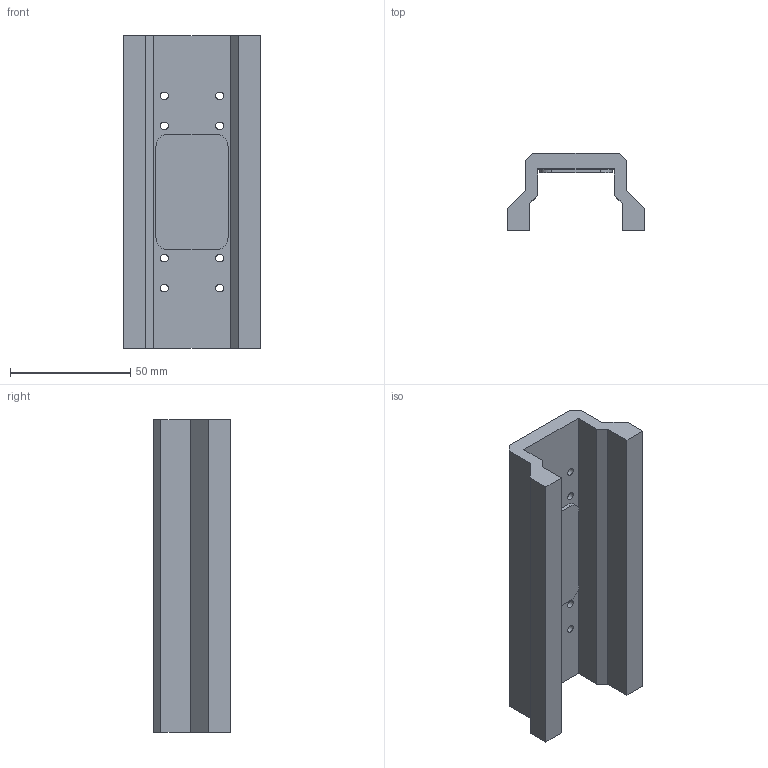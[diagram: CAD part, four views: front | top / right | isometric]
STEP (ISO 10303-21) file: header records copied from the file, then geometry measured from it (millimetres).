
FILE_DESCRIPTION(/* description */ ('Unknown'),/* implementation_level */ '2;1');
FILE_NAME(/* name */ '1600.25.05F',/* time_stamp */ '2019-10-10T09:36:54-04:00',/* author */ ('Unknown'),/* organization */ ('Unknown'),/* preprocessor_version */ 'ST-DEVELOPER v16.7',/* originating_system */ 'DEX',/* authorisation */ $);
FILE_SCHEMA (('AUTOMOTIVE_DESIGN {1 0 10303 214 3 1 1}'));
Length unit declared in the file: millimetre
Products named in the file (1): 1600.25.05F
Bounding box: 57 x 32 x 130 mm (x, y, z)
Volume: 83290.3 mm3; surface area: 29549.7 mm2
Topology: 1 solids, 1 shells, 37 faces, 102 edges, 68 vertices
Faces by surface type: plane 25, cylinder 12
Full cylindrical faces by diameter (mm): 3.242 x8
Entity records: 1202 total; most frequent: CARTESIAN_POINT 200, DIRECTION 194, ORIENTED_EDGE 188, EDGE_CURVE 94, LINE 70, VECTOR 70, VERTEX_POINT 68, EDGE_LOOP 62
